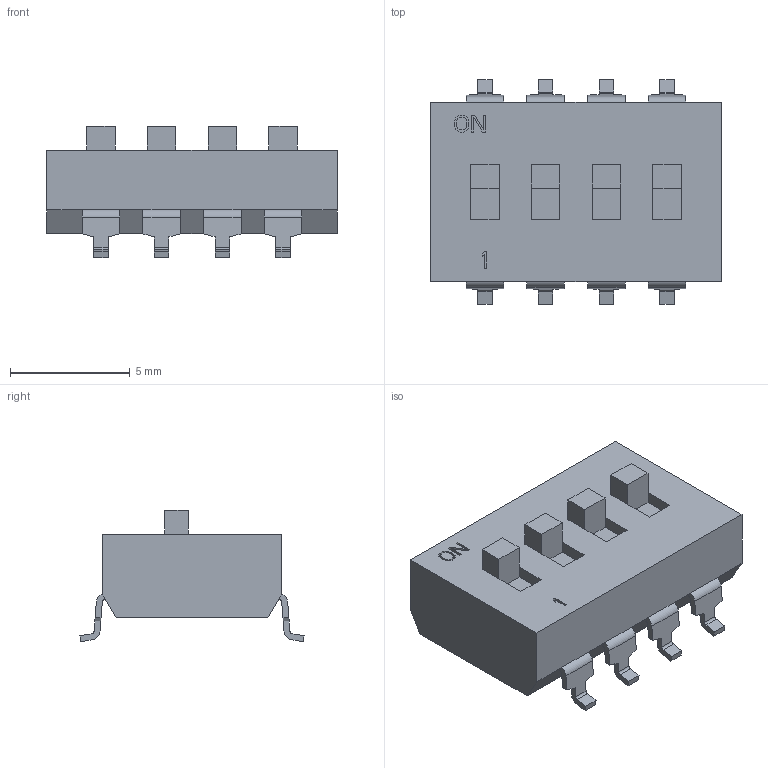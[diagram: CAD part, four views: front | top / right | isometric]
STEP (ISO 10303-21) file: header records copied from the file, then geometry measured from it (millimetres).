
FILE_DESCRIPTION((''),'1');
FILE_NAME('TE-1825058-7','2023-01-19T00:00:00',(''),(''),'','','');
FILE_SCHEMA(('AUTOMOTIVE_DESIGN { 1 0 10303 214 1 1 1 1 }'));
Length unit declared in the file: millimetre
Products named in the file (1): C-1825058-7
Bounding box: 12.14 x 9.39 x 5.5 mm (x, y, z)
Volume: 318.2 mm3; surface area: 385.1 mm2
Topology: 1 solids, 1 shells, 237 faces, 657 edges, 430 vertices
Faces by surface type: plane 205, cylinder 32
Entity records: 7619 total; most frequent: CARTESIAN_POINT 1326, ORIENTED_EDGE 1314, DIRECTION 1195, EDGE_CURVE 657, VECTOR 593, LINE 593, VERTEX_POINT 430, AXIS2_PLACEMENT_3D 301
